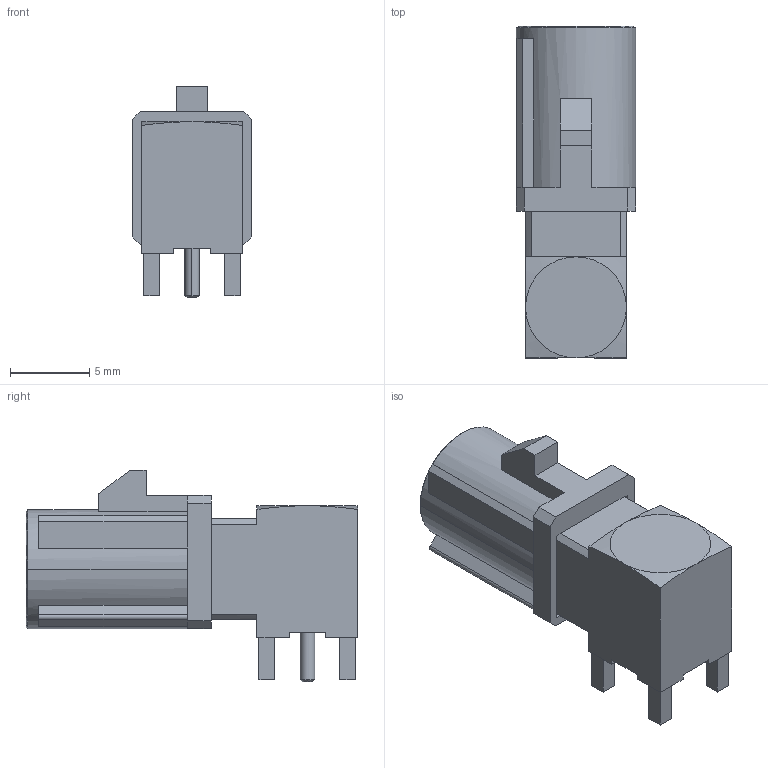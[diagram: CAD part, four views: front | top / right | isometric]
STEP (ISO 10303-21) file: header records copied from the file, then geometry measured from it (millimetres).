
FILE_DESCRIPTION(('FreeCAD Model'),'2;1');
FILE_NAME('Molex_73403-5117.step', '2021-03-22T21:01:05',('kicad StepUp'),('ksu MCAD'), 'Open CASCADE STEP processor 7.2','FreeCAD','Unknown');
FILE_SCHEMA(('AUTOMOTIVE_DESIGN { 1 0 10303 214 1 1 1 1 }'));
Length unit declared in the file: millimetre
Products named in the file (1): 34035117
Bounding box: 7.5 x 20.88 x 13.34 mm (x, y, z)
Volume: 792.9 mm3; surface area: 1237.6 mm2
Topology: 1 solids, 1 shells, 174 faces, 480 edges, 315 vertices
Faces by surface type: plane 108, cylinder 36, cone 24, torus 6
Entity records: 6890 total; most frequent: CARTESIAN_POINT 1068, DIRECTION 981, ORIENTED_EDGE 960, EDGE_CURVE 480, AXIS2_PLACEMENT_3D 336, VERTEX_POINT 315, LINE 309, VECTOR 309
